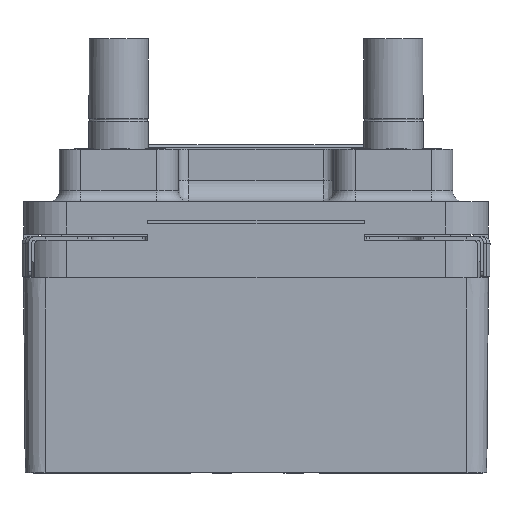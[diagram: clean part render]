
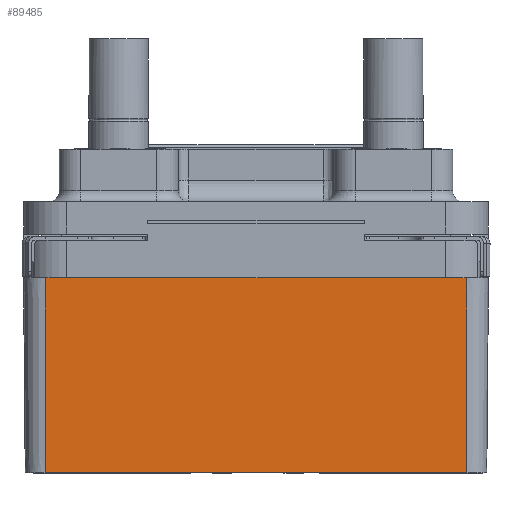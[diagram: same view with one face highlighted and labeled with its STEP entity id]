
A CAD part, left-side view. The second image highlights one B-rep face of the part: STEP entity #89485.
In plain terms, the highlighted planar face has unit normal (-1, 0, -0.009).
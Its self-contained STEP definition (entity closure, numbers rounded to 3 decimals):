
#3555=DIRECTION('',(0.,1.,0.));
#3556=VECTOR('',#3555,39.);
#3557=CARTESIAN_POINT('',(-19.5,-19.5,-4.05));
#3558=LINE('',#3557,#3556);
#5544=DIRECTION('',(0.009,0.,-1.));
#5545=VECTOR('',#5544,18.001);
#5546=CARTESIAN_POINT('',(-19.5,19.5,-4.05));
#5547=LINE('',#5546,#5545);
#5548=DIRECTION('',(0.009,0.,-1.));
#5549=VECTOR('',#5548,18.001);
#5550=CARTESIAN_POINT('',(-19.5,-19.5,-4.05));
#5551=LINE('',#5550,#5549);
#10836=DIRECTION('',(0.,1.,0.));
#10837=VECTOR('',#10836,39.);
#10838=CARTESIAN_POINT('',(-19.343,-19.5,-22.05));
#10839=LINE('',#10838,#10837);
#73655=CARTESIAN_POINT('',(-19.343,-19.5,-22.05));
#73656=CARTESIAN_POINT('',(-19.343,19.5,-22.05));
#73657=VERTEX_POINT('',#73655);
#73658=VERTEX_POINT('',#73656);
#73667=CARTESIAN_POINT('',(-19.5,-19.5,-4.05));
#73668=CARTESIAN_POINT('',(-19.5,19.5,-4.05));
#73669=VERTEX_POINT('',#73667);
#73670=VERTEX_POINT('',#73668);
#89472=CARTESIAN_POINT('',(-19.5,-19.5,-4.05));
#89473=DIRECTION('',(-1.,0.,-0.009));
#89474=DIRECTION('',(0.,1.,0.));
#89475=AXIS2_PLACEMENT_3D('',#89472,#89473,#89474);
#89476=PLANE('',#89475);
#89477=ORIENTED_EDGE('',*,*,#87567,.F.);
#89479=ORIENTED_EDGE('',*,*,#89478,.T.);
#89481=ORIENTED_EDGE('',*,*,#89480,.T.);
#89482=ORIENTED_EDGE('',*,*,#89465,.F.);
#89483=EDGE_LOOP('',(#89477,#89479,#89481,#89482));
#89484=FACE_OUTER_BOUND('',#89483,.F.);
#89485=ADVANCED_FACE('',(#89484),#89476,.T.);
#87567=EDGE_CURVE('',#73669,#73670,#3558,.T.);
#89465=EDGE_CURVE('',#73670,#73658,#5547,.T.);
#89478=EDGE_CURVE('',#73669,#73657,#5551,.T.);
#89480=EDGE_CURVE('',#73657,#73658,#10839,.T.);
